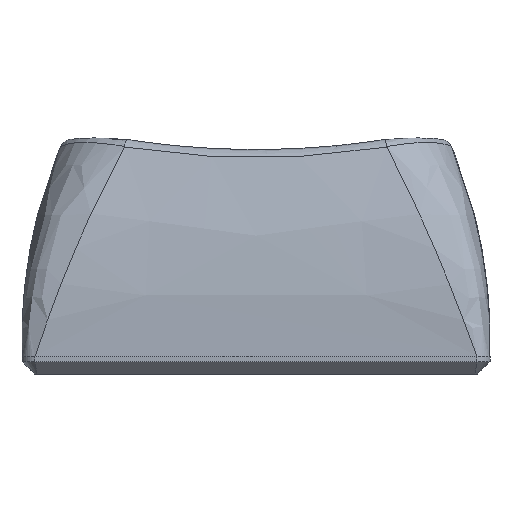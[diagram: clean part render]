
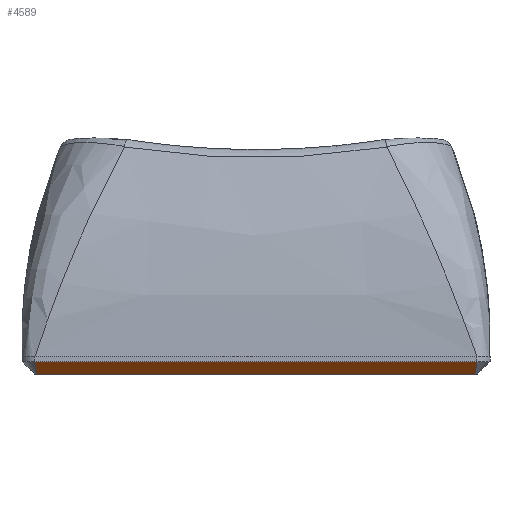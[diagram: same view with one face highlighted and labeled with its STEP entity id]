
A CAD part, front view. The second image highlights one B-rep face of the part: STEP entity #4589.
In plain terms, the highlighted planar face has unit normal (0, -0.707, -0.707).
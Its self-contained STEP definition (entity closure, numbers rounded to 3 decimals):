
#720 = PLANE('',#721);
#721 = AXIS2_PLACEMENT_3D('',#722,#723,#724);
#722 = CARTESIAN_POINT('',(-8.5,-9.,0.672));
#723 = DIRECTION('',(0.,-1.,0.));
#724 = DIRECTION('',(1.,0.,0.));
#1973 = VERTEX_POINT('',#1974);
#1974 = CARTESIAN_POINT('',(-8.5,-9.,0.48));
#2000 = EDGE_CURVE('',#1973,#2001,#2003,.T.);
#2001 = VERTEX_POINT('',#2002);
#2002 = CARTESIAN_POINT('',(8.5,-9.,0.48));
#2003 = SURFACE_CURVE('',#2004,(#2008,#2015),.PCURVE_S1.);
#2004 = LINE('',#2005,#2006);
#2005 = CARTESIAN_POINT('',(-8.5,-9.,0.48));
#2006 = VECTOR('',#2007,1.);
#2007 = DIRECTION('',(1.,0.,0.));
#2008 = PCURVE('',#720,#2009);
#2009 = DEFINITIONAL_REPRESENTATION('',(#2010),#2014);
#2010 = LINE('',#2011,#2012);
#2011 = CARTESIAN_POINT('',(0.,-0.192));
#2012 = VECTOR('',#2013,1.);
#2013 = DIRECTION('',(1.,0.));
#2014 = ( GEOMETRIC_REPRESENTATION_CONTEXT(2) 
PARAMETRIC_REPRESENTATION_CONTEXT() REPRESENTATION_CONTEXT('2D SPACE',''
  ) );
#2015 = PCURVE('',#2016,#2021);
#2016 = PLANE('',#2017);
#2017 = AXIS2_PLACEMENT_3D('',#2018,#2019,#2020);
#2018 = CARTESIAN_POINT('',(-8.5,-8.76,0.24));
#2019 = DIRECTION('',(0.,0.707,0.707)
  );
#2020 = DIRECTION('',(1.,0.,0.));
#2021 = DEFINITIONAL_REPRESENTATION('',(#2022),#2026);
#2022 = LINE('',#2023,#2024);
#2023 = CARTESIAN_POINT('',(0.,-0.339));
#2024 = VECTOR('',#2025,1.);
#2025 = DIRECTION('',(1.,0.));
#2026 = ( GEOMETRIC_REPRESENTATION_CONTEXT(2) 
PARAMETRIC_REPRESENTATION_CONTEXT() REPRESENTATION_CONTEXT('2D SPACE',''
  ) );
#3188 = CONICAL_SURFACE('',#3189,0.7,0.785);
#3189 = AXIS2_PLACEMENT_3D('',#3190,#3191,#3192);
#3190 = CARTESIAN_POINT('',(8.323,-8.323,0.48));
#3191 = DIRECTION('',(-0.,-0.,1.));
#3192 = DIRECTION('',(0.967,-0.253,0.));
#4589 = ADVANCED_FACE('',(#4590),#2016,.F.);
#4590 = FACE_BOUND('',#4591,.F.);
#4591 = EDGE_LOOP('',(#4592,#4627,#4628,#4658));
#4592 = ORIENTED_EDGE('',*,*,#4593,.F.);
#4593 = EDGE_CURVE('',#1973,#4594,#4596,.T.);
#4594 = VERTEX_POINT('',#4595);
#4595 = CARTESIAN_POINT('',(-8.42,-8.52,0.));
#4596 = SURFACE_CURVE('',#4597,(#4602,#4609),.PCURVE_S1.);
#4597 = PARABOLA('',#4598,0.008);
#4598 = AXIS2_PLACEMENT_3D('',#4599,#4600,#4601);
#4599 = CARTESIAN_POINT('',(-8.323,-8.311,
    -0.209));
#4600 = DIRECTION('',(0.,0.707,0.707)
  );
#4601 = DIRECTION('',(0.,-0.707,0.707)
  );
#4602 = PCURVE('',#2016,#4603);
#4603 = DEFINITIONAL_REPRESENTATION('',(#4604),#4608);
#4604 = B_SPLINE_CURVE_WITH_KNOTS('',2,(#4605,#4606,#4607),
  .UNSPECIFIED.,.F.,.F.,(3,3),(-0.177,-0.098),
  .PIECEWISE_BEZIER_KNOTS.);
#4605 = CARTESIAN_POINT('',(0.,-0.339));
#4606 = CARTESIAN_POINT('',(0.04,0.098));
#4607 = CARTESIAN_POINT('',(0.08,0.339));
#4608 = ( GEOMETRIC_REPRESENTATION_CONTEXT(2) 
PARAMETRIC_REPRESENTATION_CONTEXT() REPRESENTATION_CONTEXT('2D SPACE',''
  ) );
#4609 = PCURVE('',#4610,#4615);
#4610 = CONICAL_SURFACE('',#4611,0.7,0.785);
#4611 = AXIS2_PLACEMENT_3D('',#4612,#4613,#4614);
#4612 = CARTESIAN_POINT('',(-8.323,-8.323,0.48));
#4613 = DIRECTION('',(-0.,-0.,1.));
#4614 = DIRECTION('',(-0.253,-0.967,-0.));
#4615 = DEFINITIONAL_REPRESENTATION('',(#4616),#4626);
#4616 = B_SPLINE_CURVE_WITH_KNOTS('',8,(#4617,#4618,#4619,#4620,#4621,
    #4622,#4623,#4624,#4625),.UNSPECIFIED.,.F.,.F.,(9,9),(
    -0.177,-0.098),.PIECEWISE_BEZIER_KNOTS.);
#4617 = CARTESIAN_POINT('',(0.,0.));
#4618 = CARTESIAN_POINT('',(-0.014,-0.077));
#4619 = CARTESIAN_POINT('',(-0.03,-0.15));
#4620 = CARTESIAN_POINT('',(-0.048,-0.217));
#4621 = CARTESIAN_POINT('',(-0.069,-0.28));
#4622 = CARTESIAN_POINT('',(-0.094,-0.337));
#4623 = CARTESIAN_POINT('',(-0.123,-0.39));
#4624 = CARTESIAN_POINT('',(-0.158,-0.437));
#4625 = CARTESIAN_POINT('',(-0.203,-0.48));
#4626 = ( GEOMETRIC_REPRESENTATION_CONTEXT(2) 
PARAMETRIC_REPRESENTATION_CONTEXT() REPRESENTATION_CONTEXT('2D SPACE',''
  ) );
#4627 = ORIENTED_EDGE('',*,*,#2000,.T.);
#4628 = ORIENTED_EDGE('',*,*,#4629,.T.);
#4629 = EDGE_CURVE('',#2001,#4630,#4632,.T.);
#4630 = VERTEX_POINT('',#4631);
#4631 = CARTESIAN_POINT('',(8.42,-8.52,0.));
#4632 = SURFACE_CURVE('',#4633,(#4638,#4645),.PCURVE_S1.);
#4633 = PARABOLA('',#4634,0.008);
#4634 = AXIS2_PLACEMENT_3D('',#4635,#4636,#4637);
#4635 = CARTESIAN_POINT('',(8.323,-8.311,
    -0.209));
#4636 = DIRECTION('',(0.,-0.707,-0.707
    ));
#4637 = DIRECTION('',(0.,-0.707,0.707)
  );
#4638 = PCURVE('',#2016,#4639);
#4639 = DEFINITIONAL_REPRESENTATION('',(#4640),#4644);
#4640 = B_SPLINE_CURVE_WITH_KNOTS('',2,(#4641,#4642,#4643),
  .UNSPECIFIED.,.F.,.F.,(3,3),(-0.177,-0.098),
  .PIECEWISE_BEZIER_KNOTS.);
#4641 = CARTESIAN_POINT('',(17.,-0.339));
#4642 = CARTESIAN_POINT('',(16.96,0.098));
#4643 = CARTESIAN_POINT('',(16.92,0.339));
#4644 = ( GEOMETRIC_REPRESENTATION_CONTEXT(2) 
PARAMETRIC_REPRESENTATION_CONTEXT() REPRESENTATION_CONTEXT('2D SPACE',''
  ) );
#4645 = PCURVE('',#3188,#4646);
#4646 = DEFINITIONAL_REPRESENTATION('',(#4647),#4657);
#4647 = B_SPLINE_CURVE_WITH_KNOTS('',8,(#4648,#4649,#4650,#4651,#4652,
    #4653,#4654,#4655,#4656),.UNSPECIFIED.,.F.,.F.,(9,9),(
    -0.177,-0.098),.PIECEWISE_BEZIER_KNOTS.);
#4648 = CARTESIAN_POINT('',(-1.059,0.));
#4649 = CARTESIAN_POINT('',(-1.045,-0.077));
#4650 = CARTESIAN_POINT('',(-1.029,-0.15));
#4651 = CARTESIAN_POINT('',(-1.01,-0.217));
#4652 = CARTESIAN_POINT('',(-0.99,-0.28));
#4653 = CARTESIAN_POINT('',(-0.965,-0.337));
#4654 = CARTESIAN_POINT('',(-0.936,-0.39));
#4655 = CARTESIAN_POINT('',(-0.901,-0.437));
#4656 = CARTESIAN_POINT('',(-0.856,-0.48));
#4657 = ( GEOMETRIC_REPRESENTATION_CONTEXT(2) 
PARAMETRIC_REPRESENTATION_CONTEXT() REPRESENTATION_CONTEXT('2D SPACE',''
  ) );
#4658 = ORIENTED_EDGE('',*,*,#4659,.F.);
#4659 = EDGE_CURVE('',#4594,#4630,#4660,.T.);
#4660 = SURFACE_CURVE('',#4661,(#4665,#4672),.PCURVE_S1.);
#4661 = LINE('',#4662,#4663);
#4662 = CARTESIAN_POINT('',(-8.5,-8.52,0.));
#4663 = VECTOR('',#4664,1.);
#4664 = DIRECTION('',(1.,0.,0.));
#4665 = PCURVE('',#2016,#4666);
#4666 = DEFINITIONAL_REPRESENTATION('',(#4667),#4671);
#4667 = LINE('',#4668,#4669);
#4668 = CARTESIAN_POINT('',(0.,0.339));
#4669 = VECTOR('',#4670,1.);
#4670 = DIRECTION('',(1.,0.));
#4671 = ( GEOMETRIC_REPRESENTATION_CONTEXT(2) 
PARAMETRIC_REPRESENTATION_CONTEXT() REPRESENTATION_CONTEXT('2D SPACE',''
  ) );
#4672 = PCURVE('',#4673,#4678);
#4673 = PLANE('',#4674);
#4674 = AXIS2_PLACEMENT_3D('',#4675,#4676,#4677);
#4675 = CARTESIAN_POINT('',(8.5,9.,0.));
#4676 = DIRECTION('',(0.,0.,-1.));
#4677 = DIRECTION('',(-1.,0.,0.));
#4678 = DEFINITIONAL_REPRESENTATION('',(#4679),#4683);
#4679 = LINE('',#4680,#4681);
#4680 = CARTESIAN_POINT('',(17.,-17.52));
#4681 = VECTOR('',#4682,1.);
#4682 = DIRECTION('',(-1.,0.));
#4683 = ( GEOMETRIC_REPRESENTATION_CONTEXT(2) 
PARAMETRIC_REPRESENTATION_CONTEXT() REPRESENTATION_CONTEXT('2D SPACE',''
  ) );
